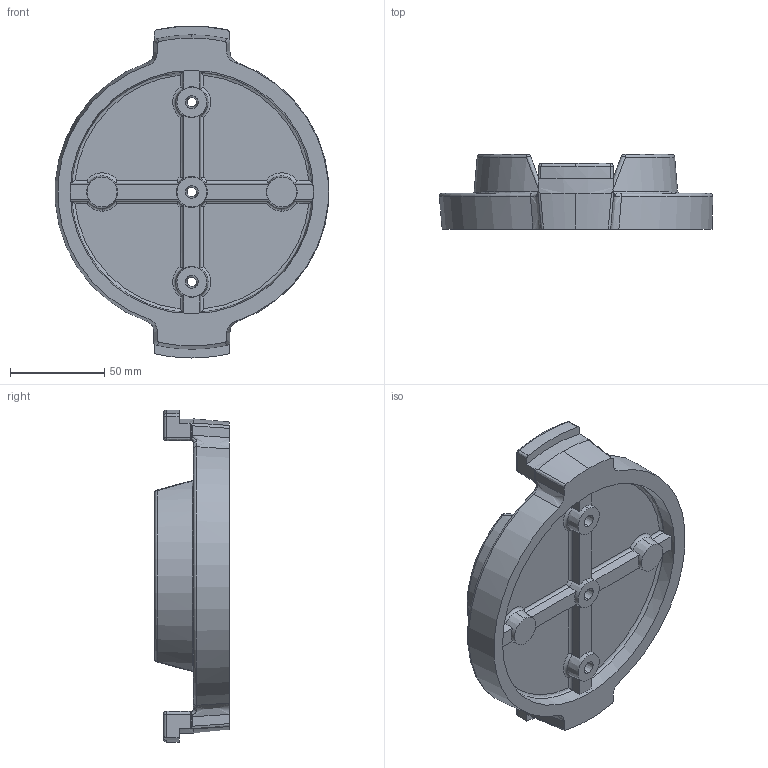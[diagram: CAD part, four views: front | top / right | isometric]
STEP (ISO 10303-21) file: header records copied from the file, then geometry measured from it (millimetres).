
FILE_DESCRIPTION (( 'STEP AP203' ), '1' );
FILE_NAME ('1040-5.STEP', '2014-07-28T19:35:05', ( 'jgonzalez' ), ( '' ), 'SwSTEP 2.0', 'SolidWorks 2014', '' );
FILE_SCHEMA (( 'CONFIG_CONTROL_DESIGN' ));
Length unit declared in the file: inch
Products named in the file (1): 1040-5
Bounding box: 144.91 x 39.69 x 176.02 mm (x, y, z)
Volume: 263400.4 mm3; surface area: 62754 mm2
Topology: 1 solids, 1 shells, 721 faces, 1860 edges, 1180 vertices
Faces by surface type: plane 393, bspline 182, cylinder 53, torus 43, cone 36, sphere 14
Entity records: 31624 total; most frequent: CARTESIAN_POINT 15432, ORIENTED_EDGE 3684, DIRECTION 2719, EDGE_CURVE 1842, VERTEX_POINT 1180, VECTOR 1109, LINE 1109, AXIS2_PLACEMENT_3D 805
